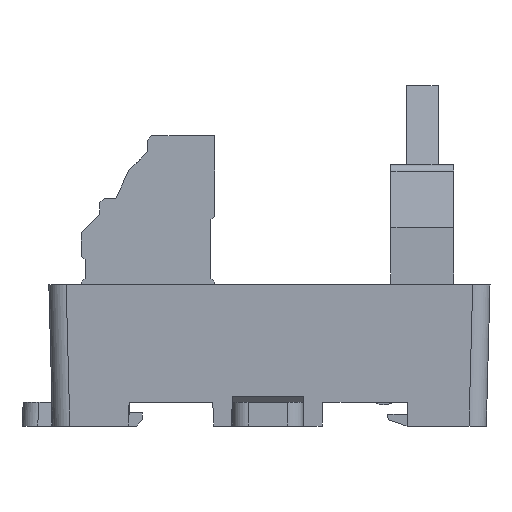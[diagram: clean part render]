
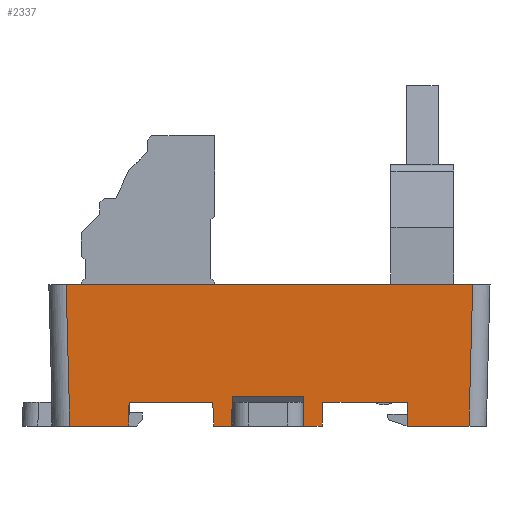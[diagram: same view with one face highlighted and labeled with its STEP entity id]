
A CAD part, left-side view. The second image highlights one B-rep face of the part: STEP entity #2337.
In plain terms, the highlighted planar face has unit normal (-1, 0, -0.026).
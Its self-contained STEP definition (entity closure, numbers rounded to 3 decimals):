
#1562=FACE_OUTER_BOUND('',#4263,.T.);
#2337=ADVANCED_FACE('',(#1562),#3152,.T.);
#3152=PLANE('',#16504);
#4263=EDGE_LOOP('',(#5788,#5789,#5790,#5791,#5792,#5793,#5794,#5795,#5796,
#5797,#5798,#5799,#5800,#5801,#5802,#5803));
#5788=ORIENTED_EDGE('',*,*,#11104,.F.);
#5789=ORIENTED_EDGE('',*,*,#11105,.T.);
#5790=ORIENTED_EDGE('',*,*,#11106,.T.);
#5791=ORIENTED_EDGE('',*,*,#10983,.T.);
#5792=ORIENTED_EDGE('',*,*,#11107,.T.);
#5793=ORIENTED_EDGE('',*,*,#11108,.T.);
#5794=ORIENTED_EDGE('',*,*,#11109,.T.);
#5795=ORIENTED_EDGE('',*,*,#11110,.F.);
#5796=ORIENTED_EDGE('',*,*,#11111,.T.);
#5797=ORIENTED_EDGE('',*,*,#11112,.T.);
#5798=ORIENTED_EDGE('',*,*,#11113,.F.);
#5799=ORIENTED_EDGE('',*,*,#10993,.T.);
#5800=ORIENTED_EDGE('',*,*,#11114,.F.);
#5801=ORIENTED_EDGE('',*,*,#11115,.T.);
#5802=ORIENTED_EDGE('',*,*,#11116,.F.);
#5803=ORIENTED_EDGE('',*,*,#11117,.T.);
#9540=VERTEX_POINT('',#22197);
#9541=VERTEX_POINT('',#22199);
#9550=VERTEX_POINT('',#22217);
#9551=VERTEX_POINT('',#22219);
#9641=VERTEX_POINT('',#22440);
#9642=VERTEX_POINT('',#22441);
#9643=VERTEX_POINT('',#22443);
#9644=VERTEX_POINT('',#22446);
#9645=VERTEX_POINT('',#22448);
#9646=VERTEX_POINT('',#22450);
#9647=VERTEX_POINT('',#22452);
#9648=VERTEX_POINT('',#22454);
#9649=VERTEX_POINT('',#22456);
#9650=VERTEX_POINT('',#22459);
#9651=VERTEX_POINT('',#22461);
#9652=VERTEX_POINT('',#22463);
#10983=EDGE_CURVE('',#9541,#9540,#12984,.T.);
#10993=EDGE_CURVE('',#9551,#9550,#12992,.T.);
#11104=EDGE_CURVE('',#9641,#9642,#13100,.T.);
#11105=EDGE_CURVE('',#9641,#9643,#13101,.T.);
#11106=EDGE_CURVE('',#9643,#9541,#13102,.T.);
#11107=EDGE_CURVE('',#9540,#9644,#13103,.T.);
#11108=EDGE_CURVE('',#9644,#9645,#13104,.T.);
#11109=EDGE_CURVE('',#9645,#9646,#13105,.T.);
#11110=EDGE_CURVE('',#9647,#9646,#13106,.T.);
#11111=EDGE_CURVE('',#9647,#9648,#13107,.T.);
#11112=EDGE_CURVE('',#9648,#9649,#13108,.T.);
#11113=EDGE_CURVE('',#9551,#9649,#13109,.T.);
#11114=EDGE_CURVE('',#9650,#9550,#13110,.T.);
#11115=EDGE_CURVE('',#9650,#9651,#13111,.T.);
#11116=EDGE_CURVE('',#9652,#9651,#13112,.T.);
#11117=EDGE_CURVE('',#9652,#9642,#13113,.T.);
#12984=LINE('',#22198,#14821);
#12992=LINE('',#22218,#14829);
#13100=LINE('',#22439,#14937);
#13101=LINE('',#22442,#14938);
#13102=LINE('',#22444,#14939);
#13103=LINE('',#22445,#14940);
#13104=LINE('',#22447,#14941);
#13105=LINE('',#22449,#14942);
#13106=LINE('',#22451,#14943);
#13107=LINE('',#22453,#14944);
#13108=LINE('',#22455,#14945);
#13109=LINE('',#22457,#14946);
#13110=LINE('',#22458,#14947);
#13111=LINE('',#22460,#14948);
#13112=LINE('',#22462,#14949);
#13113=LINE('',#22464,#14950);
#14821=VECTOR('',#17860,1.);
#14829=VECTOR('',#17872,1.);
#14937=VECTOR('',#18026,1.);
#14938=VECTOR('',#18027,1.);
#14939=VECTOR('',#18028,1.);
#14940=VECTOR('',#18029,1.);
#14941=VECTOR('',#18030,1.);
#14942=VECTOR('',#18031,1.);
#14943=VECTOR('',#18032,1.);
#14944=VECTOR('',#18033,1.);
#14945=VECTOR('',#18034,1.);
#14946=VECTOR('',#18035,1.);
#14947=VECTOR('',#18036,1.);
#14948=VECTOR('',#18037,1.);
#14949=VECTOR('',#18038,1.);
#14950=VECTOR('',#18039,1.);
#16504=AXIS2_PLACEMENT_3D('',#22465,#18040,#18041);
#17860=DIRECTION('',(0.,-1.,0.));
#17872=DIRECTION('',(0.,-1.,0.));
#18026=DIRECTION('',(-0.026,0.009,1.));
#18027=DIRECTION('',(0.,-1.,0.));
#18028=DIRECTION('',(-0.026,-0.035,0.999));
#18029=DIRECTION('',(0.026,-0.017,-1.));
#18030=DIRECTION('',(0.,-1.,0.));
#18031=DIRECTION('',(-0.026,-0.026,0.999));
#18032=DIRECTION('',(0.,-1.,0.));
#18033=DIRECTION('',(0.026,-0.026,-0.999));
#18034=DIRECTION('',(0.,-1.,0.));
#18035=DIRECTION('',(0.026,0.017,-1.));
#18036=DIRECTION('',(-0.026,0.035,0.999));
#18037=DIRECTION('',(0.,-1.,0.));
#18038=DIRECTION('',(0.026,0.009,-1.));
#18039=DIRECTION('',(0.,-1.,0.));
#18040=DIRECTION('',(-1.,0.,-0.026));
#18041=DIRECTION('',(-0.026,0.,1.));
#22197=CARTESIAN_POINT('',(480.247,191.695,177.));
#22198=CARTESIAN_POINT('',(480.247,209.445,177.));
#22199=CARTESIAN_POINT('',(480.247,202.445,177.));
#22217=CARTESIAN_POINT('',(480.247,216.445,177.));
#22218=CARTESIAN_POINT('',(480.247,209.445,177.));
#22219=CARTESIAN_POINT('',(480.247,227.095,177.));
#22439=CARTESIAN_POINT('',(479.854,205.026,192.032));
#22440=CARTESIAN_POINT('',(480.326,204.869,174.));
#22441=CARTESIAN_POINT('',(480.228,204.902,177.726));
#22442=CARTESIAN_POINT('',(480.326,209.445,174.));
#22443=CARTESIAN_POINT('',(480.326,202.55,174.));
#22444=CARTESIAN_POINT('',(479.861,201.93,191.753));
#22445=CARTESIAN_POINT('',(479.847,191.962,192.294));
#22446=CARTESIAN_POINT('',(480.326,191.643,174.));
#22447=CARTESIAN_POINT('',(480.326,208.945,174.));
#22448=CARTESIAN_POINT('',(480.326,183.866,174.));
#22449=CARTESIAN_POINT('',(479.872,183.412,191.34));
#22450=CARTESIAN_POINT('',(479.854,183.395,192.));
#22451=CARTESIAN_POINT('',(479.854,208.945,192.));
#22452=CARTESIAN_POINT('',(479.854,235.096,192.));
#22453=CARTESIAN_POINT('',(479.872,235.079,191.34));
#22454=CARTESIAN_POINT('',(480.326,234.625,174.));
#22455=CARTESIAN_POINT('',(480.326,209.445,174.));
#22456=CARTESIAN_POINT('',(480.326,227.148,174.));
#22457=CARTESIAN_POINT('',(480.279,227.116,175.796));
#22458=CARTESIAN_POINT('',(480.279,216.403,175.798));
#22459=CARTESIAN_POINT('',(480.326,216.341,174.));
#22460=CARTESIAN_POINT('',(480.326,209.445,174.));
#22461=CARTESIAN_POINT('',(480.326,214.021,174.));
#22462=CARTESIAN_POINT('',(479.853,213.864,192.04));
#22463=CARTESIAN_POINT('',(480.228,213.989,177.726));
#22464=CARTESIAN_POINT('',(480.228,0.,177.726));
#22465=CARTESIAN_POINT('',(479.855,208.945,191.997));
